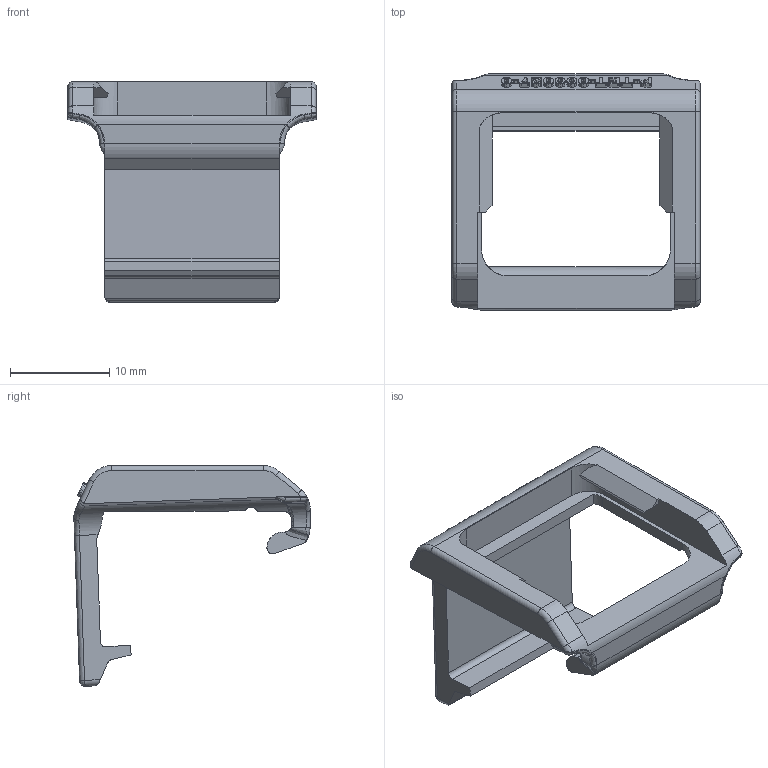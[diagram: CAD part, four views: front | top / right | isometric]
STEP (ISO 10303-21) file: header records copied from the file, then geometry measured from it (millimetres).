
FILE_DESCRIPTION(/* description */ (''),/* implementation_level */ '2;1');
FILE_NAME(/* name */ 'P-TET-000027-0_Sensirion_PCB_harness.step',/* time_stamp */ '2020-08-31T13:04:27-04:00',/* author */ (''),/* organization */ (''),/* preprocessor_version */ 'ST-DEVELOPER v18.1',/* originating_system */ 'Autodesk Translation Framework v9.3.0.1241',/* authorisation */ '');
FILE_SCHEMA (('AUTOMOTIVE_DESIGN { 1 0 10303 214 3 1 1 }'));
Length unit declared in the file: millimetre
Products named in the file (1): P-TET-000027 Sensirion PCB harness
Bounding box: 25.05 x 23.79 x 22.25 mm (x, y, z)
Volume: 1794.8 mm3; surface area: 2150.2 mm2
Topology: 1 solids, 1 shells, 522 faces, 1453 edges, 944 vertices
Faces by surface type: bspline 355, plane 112, cylinder 45, torus 8, sphere 2
Entity records: 21803 total; most frequent: CARTESIAN_POINT 10812, ORIENTED_EDGE 2890, EDGE_CURVE 1445, DIRECTION 1213, VERTEX_POINT 944, B_SPLINE_CURVE_WITH_KNOTS 722, LINE 569, VECTOR 569
